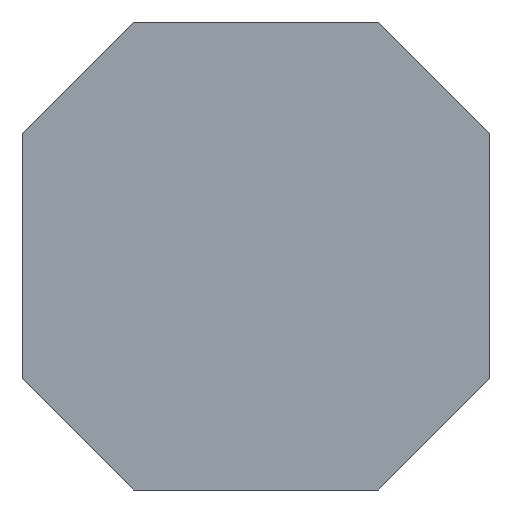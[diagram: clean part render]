
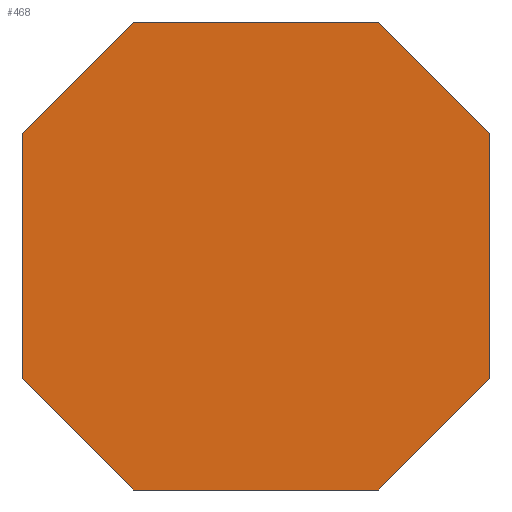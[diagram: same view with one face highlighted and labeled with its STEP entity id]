
A CAD part, front view. The second image highlights one B-rep face of the part: STEP entity #468.
In plain terms, the highlighted planar face has unit normal (0, -1, 0).
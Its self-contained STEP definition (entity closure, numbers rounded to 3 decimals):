
#14 = EDGE_CURVE ( 'NONE', #317, #544, #99, .T. ) ;
#17 = VERTEX_POINT ( 'NONE', #182 ) ;
#44 = EDGE_CURVE ( 'NONE', #544, #306, #146, .T. ) ;
#52 = DIRECTION ( 'NONE',  ( -0.707, 0., -0.707 ) ) ;
#64 = DIRECTION ( 'NONE',  ( 0., 0., 1. ) ) ;
#69 = DIRECTION ( 'NONE',  ( -1., 0., 0. ) ) ;
#99 = LINE ( 'NONE', #903, #196 ) ;
#110 = VECTOR ( 'NONE', #542, 1000. ) ;
#120 = EDGE_CURVE ( 'NONE', #17, #523, #771, .T. ) ;
#128 = CARTESIAN_POINT ( 'NONE',  ( 1.363, 0., -2.6 ) ) ;
#142 = CARTESIAN_POINT ( 'NONE',  ( -2.6, 0., 1.363 ) ) ;
#146 = LINE ( 'NONE', #411, #729 ) ;
#149 = DIRECTION ( 'NONE',  ( 0.707, 0., -0.707 ) ) ;
#162 = VECTOR ( 'NONE', #64, 1000. ) ;
#173 = ORIENTED_EDGE ( 'NONE', *, *, #120, .F. ) ;
#181 = ORIENTED_EDGE ( 'NONE', *, *, #455, .F. ) ;
#182 = CARTESIAN_POINT ( 'NONE',  ( -2.6, 0., -1.363 ) ) ;
#186 = ORIENTED_EDGE ( 'NONE', *, *, #459, .F. ) ;
#191 = CARTESIAN_POINT ( 'NONE',  ( 2.6, 0., 1.363 ) ) ;
#193 = EDGE_CURVE ( 'NONE', #830, #17, #797, .T. ) ;
#196 = VECTOR ( 'NONE', #469, 1000. ) ;
#201 = CARTESIAN_POINT ( 'NONE',  ( -1.363, 0., -2.6 ) ) ;
#216 = CARTESIAN_POINT ( 'NONE',  ( 0., 0., 0. ) ) ;
#222 = VERTEX_POINT ( 'NONE', #394 ) ;
#276 = ORIENTED_EDGE ( 'NONE', *, *, #44, .F. ) ;
#280 = CARTESIAN_POINT ( 'NONE',  ( -1.363, 0., -2.6 ) ) ;
#287 = DIRECTION ( 'NONE',  ( 0., -1., 0. ) ) ;
#291 = VERTEX_POINT ( 'NONE', #479 ) ;
#299 = ORIENTED_EDGE ( 'NONE', *, *, #14, .F. ) ;
#302 = ORIENTED_EDGE ( 'NONE', *, *, #887, .F. ) ;
#305 = LINE ( 'NONE', #722, #665 ) ;
#306 = VERTEX_POINT ( 'NONE', #128 ) ;
#317 = VERTEX_POINT ( 'NONE', #191 ) ;
#319 = EDGE_CURVE ( 'NONE', #291, #222, #458, .T. ) ;
#326 = VECTOR ( 'NONE', #149, 1000. ) ;
#394 = CARTESIAN_POINT ( 'NONE',  ( 1.363, 0., 2.6 ) ) ;
#411 = CARTESIAN_POINT ( 'NONE',  ( 1.363, 0., -2.6 ) ) ;
#427 = EDGE_LOOP ( 'NONE', ( #173, #610, #302, #276, #299, #186, #587, #181 ) ) ;
#431 = CARTESIAN_POINT ( 'NONE',  ( 1.363, 0., 2.6 ) ) ;
#436 = DIRECTION ( 'NONE',  ( 0., 0., -1. ) ) ;
#455 = EDGE_CURVE ( 'NONE', #523, #291, #305, .T. ) ;
#456 = FACE_OUTER_BOUND ( 'NONE', #427, .T. ) ;
#458 = LINE ( 'NONE', #769, #680 ) ;
#459 = EDGE_CURVE ( 'NONE', #222, #317, #518, .T. ) ;
#468 = ADVANCED_FACE ( 'NONE', ( #456 ), #863, .T. ) ;
#469 = DIRECTION ( 'NONE',  ( 0., 0., -1. ) ) ;
#479 = CARTESIAN_POINT ( 'NONE',  ( -1.363, 0., 2.6 ) ) ;
#502 = DIRECTION ( 'NONE',  ( 0.707, 0., 0.707 ) ) ;
#518 = LINE ( 'NONE', #431, #326 ) ;
#523 = VERTEX_POINT ( 'NONE', #526 ) ;
#526 = CARTESIAN_POINT ( 'NONE',  ( -2.6, 0., 1.363 ) ) ;
#542 = DIRECTION ( 'NONE',  ( -0.707, 0., 0.707 ) ) ;
#544 = VERTEX_POINT ( 'NONE', #802 ) ;
#584 = AXIS2_PLACEMENT_3D ( 'NONE', #216, #287, #436 ) ;
#587 = ORIENTED_EDGE ( 'NONE', *, *, #319, .F. ) ;
#610 = ORIENTED_EDGE ( 'NONE', *, *, #193, .F. ) ;
#665 = VECTOR ( 'NONE', #502, 1000. ) ;
#680 = VECTOR ( 'NONE', #716, 1000. ) ;
#716 = DIRECTION ( 'NONE',  ( 1., 0., 0. ) ) ;
#722 = CARTESIAN_POINT ( 'NONE',  ( -2.6, 0., 1.363 ) ) ;
#729 = VECTOR ( 'NONE', #52, 1000. ) ;
#736 = LINE ( 'NONE', #280, #872 ) ;
#769 = CARTESIAN_POINT ( 'NONE',  ( -1.363, 0., 2.6 ) ) ;
#771 = LINE ( 'NONE', #142, #162 ) ;
#797 = LINE ( 'NONE', #827, #110 ) ;
#802 = CARTESIAN_POINT ( 'NONE',  ( 2.6, 0., -1.363 ) ) ;
#827 = CARTESIAN_POINT ( 'NONE',  ( -2.6, 0., -1.363 ) ) ;
#830 = VERTEX_POINT ( 'NONE', #201 ) ;
#863 = PLANE ( 'NONE',  #584 ) ;
#872 = VECTOR ( 'NONE', #69, 1000. ) ;
#887 = EDGE_CURVE ( 'NONE', #306, #830, #736, .T. ) ;
#903 = CARTESIAN_POINT ( 'NONE',  ( 2.6, 0., 1.363 ) ) ;
